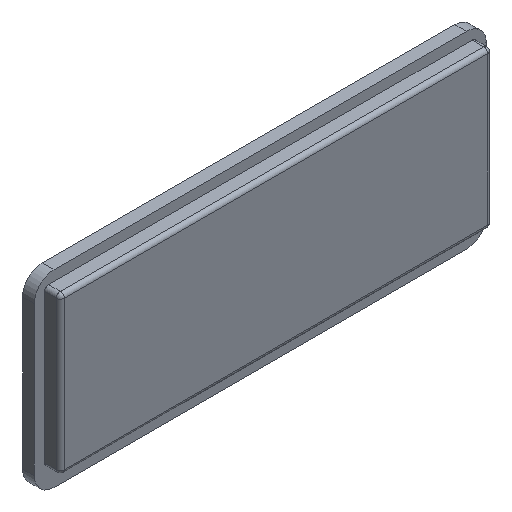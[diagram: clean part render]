
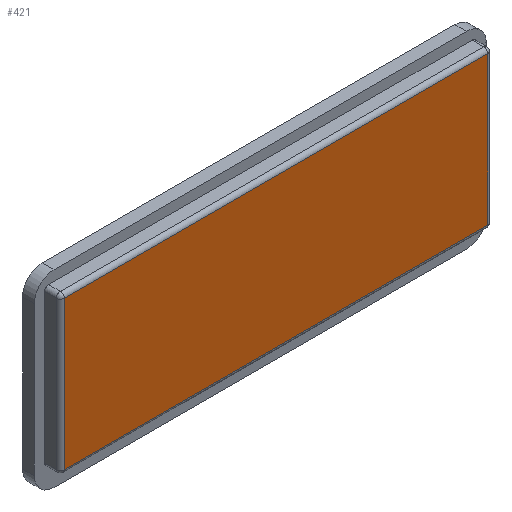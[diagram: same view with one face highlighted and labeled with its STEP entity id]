
A CAD part, isometric view. The second image highlights one B-rep face of the part: STEP entity #421.
In plain terms, the highlighted planar face has unit normal (0, -1, 0).
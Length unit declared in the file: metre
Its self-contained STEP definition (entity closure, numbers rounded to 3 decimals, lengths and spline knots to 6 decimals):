
#26=PLANE('',#473);
#59=LINE('',#730,#95);
#60=LINE('',#733,#96);
#61=LINE('',#735,#97);
#62=LINE('',#737,#98);
#95=VECTOR('',#586,1.);
#96=VECTOR('',#587,1.);
#97=VECTOR('',#588,1.);
#98=VECTOR('',#589,1.);
#171=ORIENTED_EDGE('',*,*,#263,.T.);
#172=ORIENTED_EDGE('',*,*,#264,.T.);
#173=ORIENTED_EDGE('',*,*,#265,.T.);
#174=ORIENTED_EDGE('',*,*,#266,.T.);
#263=EDGE_CURVE('',#311,#312,#59,.F.);
#264=EDGE_CURVE('',#312,#313,#60,.F.);
#265=EDGE_CURVE('',#313,#314,#61,.T.);
#266=EDGE_CURVE('',#314,#311,#62,.T.);
#311=VERTEX_POINT('',#731);
#312=VERTEX_POINT('',#732);
#313=VERTEX_POINT('',#734);
#314=VERTEX_POINT('',#736);
#354=EDGE_LOOP('',(#171,#172,#173,#174));
#382=FACE_BOUND('',#354,.T.);
#421=ADVANCED_FACE('',(#382),#26,.F.);
#473=AXIS2_PLACEMENT_3D('',#729,#584,#585);
#584=DIRECTION('',(0.,1.,0.));
#585=DIRECTION('',(-1.,0.,0.));
#586=DIRECTION('',(-1.,0.,0.));
#587=DIRECTION('',(0.,0.,-1.));
#588=DIRECTION('',(-1.,0.,0.));
#589=DIRECTION('',(0.,0.,-1.));
#729=CARTESIAN_POINT('',(0.,0.0185,0.046));
#730=CARTESIAN_POINT('',(0.0549,0.0185,0.0286));
#731=CARTESIAN_POINT('',(-0.0539,0.0185,0.0286));
#732=CARTESIAN_POINT('',(0.0539,0.0185,0.0286));
#733=CARTESIAN_POINT('',(0.0539,0.0185,0.0674));
#734=CARTESIAN_POINT('',(0.0539,0.0185,0.0664));
#735=CARTESIAN_POINT('',(0.,0.0185,0.0664));
#736=CARTESIAN_POINT('',(-0.0539,0.0185,0.0664));
#737=CARTESIAN_POINT('',(-0.0539,0.0185,0.046));
